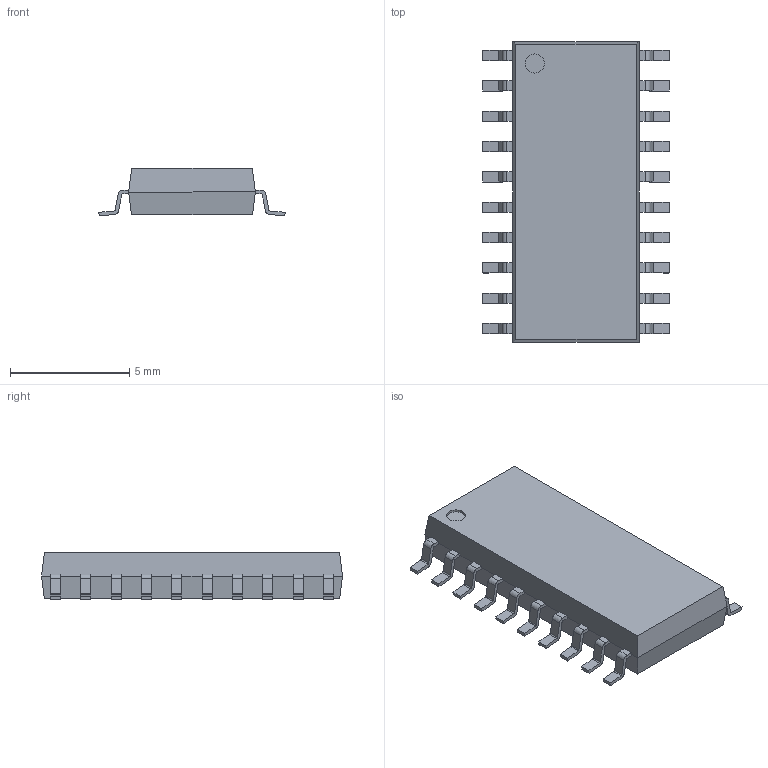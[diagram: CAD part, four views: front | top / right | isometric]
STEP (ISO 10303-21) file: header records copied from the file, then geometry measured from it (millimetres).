
FILE_DESCRIPTION((''),'2;1');
FILE_NAME('SOIC127P780X200-20N.stp','2011-06-08T10:40:25',(''),(''),'Mechanical Desktop 2011','Mechanical Desktop 2011',', , ');
FILE_SCHEMA(('AUTOMOTIVE_DESIGN { 1 2 10303 214 1 1 1 1 }'));
Length unit declared in the file: millimetre
Products named in the file (1): Product
Bounding box: 7.8 x 12.6 x 2 mm (x, y, z)
Volume: 128.5 mm3; surface area: 241.5 mm2
Topology: 21 solids, 21 shells, 293 faces, 746 edges, 496 vertices
Faces by surface type: bspline 140, plane 111, cylinder 42
Entity records: 9364 total; most frequent: CARTESIAN_POINT 2516, ORIENTED_EDGE 1492, DIRECTION 1218, EDGE_CURVE 746, VECTOR 582, LINE 582, VERTEX_POINT 496, AXIS2_PLACEMENT_3D 318
